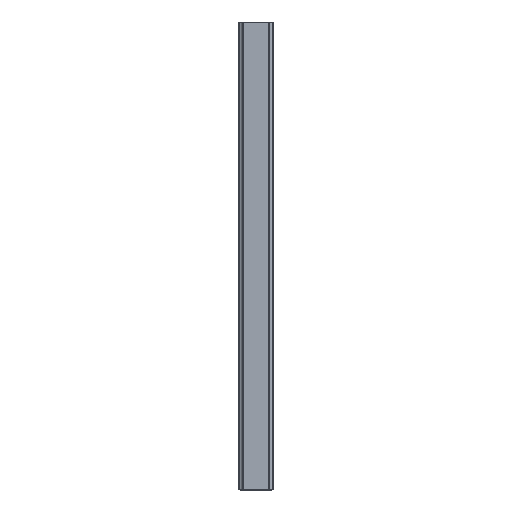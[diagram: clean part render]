
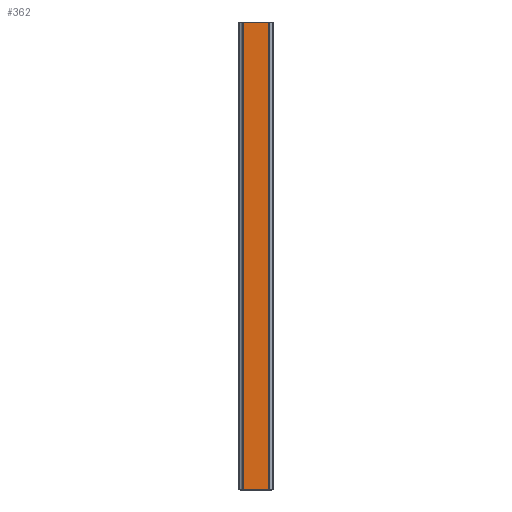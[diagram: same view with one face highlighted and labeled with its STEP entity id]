
A CAD part, top view. The second image highlights one B-rep face of the part: STEP entity #362.
In plain terms, the highlighted planar face has unit normal (0, 0, 1).
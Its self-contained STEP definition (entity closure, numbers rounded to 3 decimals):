
#362=ADVANCED_FACE('',(#743),#744,.T.);
#743=FACE_OUTER_BOUND('',#1141,.T.);
#744=PLANE('',#1142);
#1141=EDGE_LOOP('',(#2222,#2223,#2224,#2225));
#1142=AXIS2_PLACEMENT_3D('',#2226,#2227,#2228);
#2222=ORIENTED_EDGE('',*,*,#2754,.T.);
#2223=ORIENTED_EDGE('',*,*,#2836,.F.);
#2224=ORIENTED_EDGE('',*,*,#2624,.F.);
#2225=ORIENTED_EDGE('',*,*,#2834,.T.);
#2226=CARTESIAN_POINT('',(0.0,270.0,17.5));
#2227=DIRECTION('',(0.0,0.0,1.0));
#2228=DIRECTION('',(-1.0,0.0,-0.0));
#2624=EDGE_CURVE('',#3216,#3218,#3219,.T.);
#2754=EDGE_CURVE('',#3433,#3431,#3434,.T.);
#2834=EDGE_CURVE('',#3216,#3433,#3532,.T.);
#2836=EDGE_CURVE('',#3218,#3431,#3534,.T.);
#3216=VERTEX_POINT('',#4057);
#3218=VERTEX_POINT('',#4060);
#3219=LINE('',#4061,#4062);
#3431=VERTEX_POINT('',#4356);
#3433=VERTEX_POINT('',#4359);
#3434=LINE('',#4360,#4361);
#3532=LINE('',#4487,#4488);
#3534=LINE('',#4490,#4491);
#4057=CARTESIAN_POINT('',(-7.231,270.0,17.5));
#4060=CARTESIAN_POINT('',(7.231,270.0,17.5));
#4061=CARTESIAN_POINT('',(-7.231,270.0,17.5));
#4062=VECTOR('',#4761,1.0);
#4356=CARTESIAN_POINT('',(7.231,0.0,17.5));
#4359=CARTESIAN_POINT('',(-7.231,0.0,17.5));
#4360=CARTESIAN_POINT('',(-7.231,0.0,17.5));
#4361=VECTOR('',#4911,1.0);
#4487=CARTESIAN_POINT('',(-7.231,270.0,17.5));
#4488=VECTOR('',#5003,1.0);
#4490=CARTESIAN_POINT('',(7.231,270.0,17.5));
#4491=VECTOR('',#5004,1.0);
#4761=DIRECTION('',(1.0,0.0,0.0));
#4911=DIRECTION('',(1.0,0.0,0.0));
#5003=DIRECTION('',(0.0,-1.0,0.0));
#5004=DIRECTION('',(0.0,-1.0,0.0));
